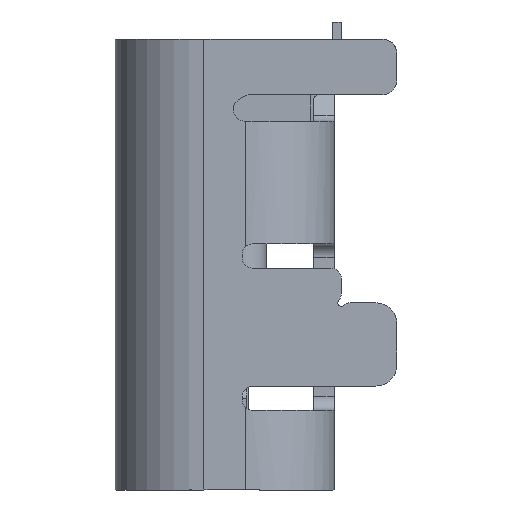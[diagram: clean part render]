
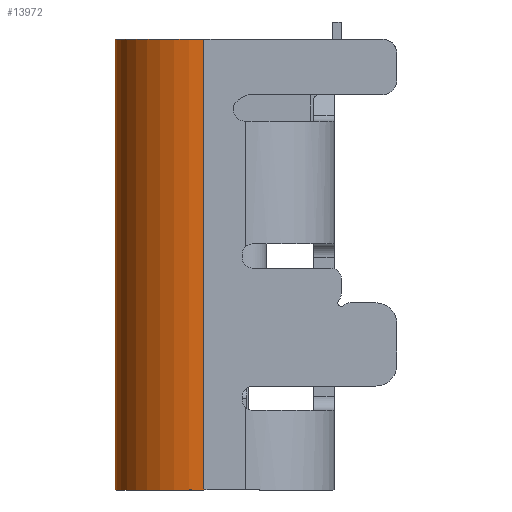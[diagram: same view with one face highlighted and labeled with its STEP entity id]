
A CAD part, left-side view. The second image highlights one B-rep face of the part: STEP entity #13972.
In plain terms, the highlighted cylindrical face has radius 1.28 mm (diameter 2.56 mm), a partial arc.
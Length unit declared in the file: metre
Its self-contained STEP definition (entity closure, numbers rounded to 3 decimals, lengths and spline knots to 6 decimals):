
#1027=CIRCLE('',#16345,0.00128);
#1049=CIRCLE('',#16388,0.00128);
#1363=CYLINDRICAL_SURFACE('',#16389,0.00128);
#2372=LINE('',#23576,#3934);
#2382=LINE('',#23608,#3944);
#3934=VECTOR('',#19135,1.);
#3944=VECTOR('',#19167,1.);
#6609=ORIENTED_EDGE('',*,*,#9723,.T.);
#6610=ORIENTED_EDGE('',*,*,#9652,.F.);
#6611=ORIENTED_EDGE('',*,*,#9708,.T.);
#6612=ORIENTED_EDGE('',*,*,#9722,.F.);
#9652=EDGE_CURVE('',#11243,#11244,#1027,.T.);
#9708=EDGE_CURVE('',#11243,#11282,#2372,.T.);
#9722=EDGE_CURVE('',#11289,#11282,#1049,.T.);
#9723=EDGE_CURVE('',#11289,#11244,#2382,.T.);
#11243=VERTEX_POINT('',#23456);
#11244=VERTEX_POINT('',#23458);
#11282=VERTEX_POINT('',#23575);
#11289=VERTEX_POINT('',#23605);
#12159=EDGE_LOOP('',(#6609,#6610,#6611,#6612));
#12831=FACE_BOUND('',#12159,.T.);
#13972=ADVANCED_FACE('',(#12831),#1363,.T.);
#16345=AXIS2_PLACEMENT_3D('',#23457,#19034,#19035);
#16388=AXIS2_PLACEMENT_3D('',#23606,#19163,#19164);
#16389=AXIS2_PLACEMENT_3D('',#23607,#19165,#19166);
#19034=DIRECTION('',(0.,0.,-1.));
#19035=DIRECTION('',(-1.,0.,0.));
#19135=DIRECTION('',(0.,0.,1.));
#19163=DIRECTION('',(0.,0.,1.));
#19164=DIRECTION('',(0.,1.,0.));
#19165=DIRECTION('',(0.,0.,-1.));
#19166=DIRECTION('',(-1.,0.,0.));
#19167=DIRECTION('',(0.,0.,-1.));
#23456=CARTESIAN_POINT('',(-0.00447,0.000393,-0.003375));
#23457=CARTESIAN_POINT('',(-0.00319,0.000393,-0.003375));
#23458=CARTESIAN_POINT('',(-0.00319,0.001673,-0.003375));
#23575=CARTESIAN_POINT('',(-0.00447,0.000393,0.003125));
#23576=CARTESIAN_POINT('',(-0.00447,0.000393,-0.003375));
#23605=CARTESIAN_POINT('',(-0.00319,0.001673,0.003125));
#23606=CARTESIAN_POINT('',(-0.00319,0.000393,0.003125));
#23607=CARTESIAN_POINT('',(-0.00319,0.000393,-0.001875));
#23608=CARTESIAN_POINT('',(-0.00319,0.001673,0.003125));
